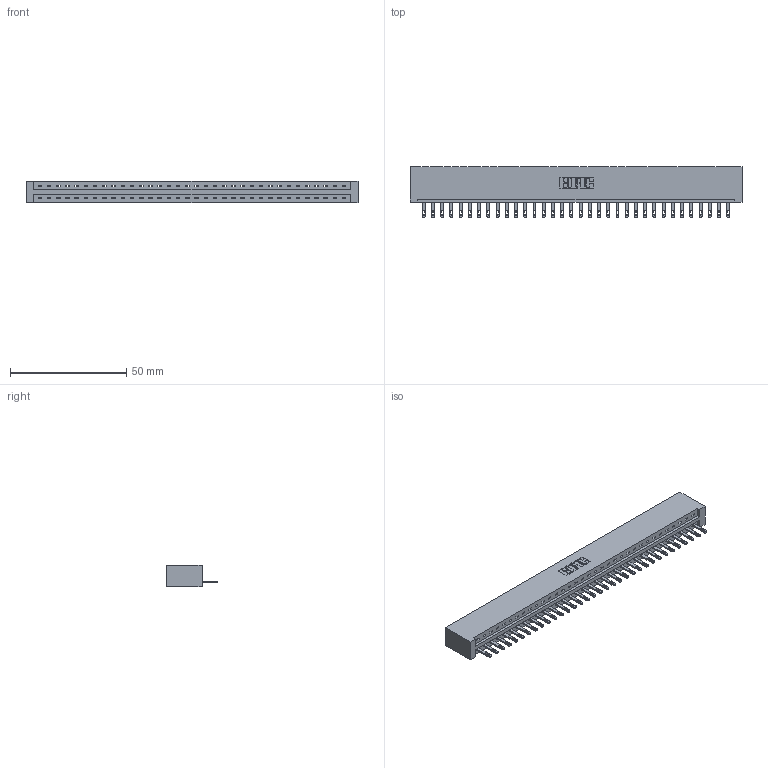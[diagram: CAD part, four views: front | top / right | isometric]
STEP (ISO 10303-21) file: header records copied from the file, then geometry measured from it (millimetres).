
FILE_DESCRIPTION (( 'STEP AP203' ), '1' );
FILE_NAME ('337-034-500-101.STEP', '2018-08-07T09:42:48', ( '' ), ( '' ), 'SwSTEP 2.0', 'SolidWorks 2016', '' );
FILE_SCHEMA (( 'CONFIG_CONTROL_DESIGN' ));
Length unit declared in the file: inch
Products named in the file (3): 337-034-500-101; 337 Part_No Mounting Lugs; 345-292-001_345-293-100
Assembly tree (35 placements, depth 2):
  337-034-500-101
    337 Part_No Mounting Lugs
    345-292-001_345-293-100  x34
Bounding box: 142.6 x 21.85 x 9.4 mm (x, y, z)
Volume: 15480.1 mm3; surface area: 16012.8 mm2
Topology: 35 solids, 35 shells, 2078 faces, 6407 edges, 4270 vertices
Faces by surface type: plane 1426, cylinder 652
Entity records: 25961 total; most frequent: CARTESIAN_POINT 4528, ORIENTED_EDGE 4498, DIRECTION 3821, EDGE_CURVE 2249, LINE 2125, VECTOR 2125, VERTEX_POINT 1498, AXIS2_PLACEMENT_3D 848
